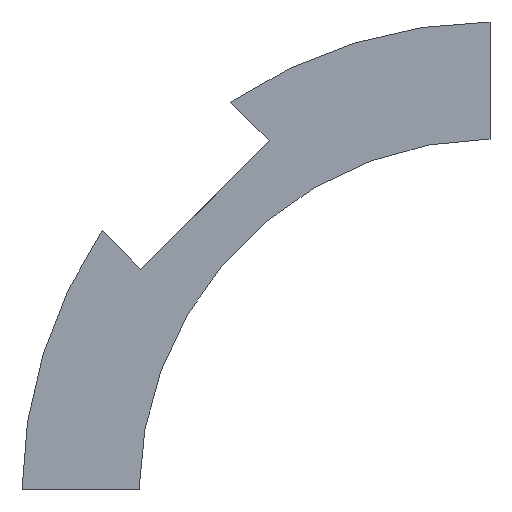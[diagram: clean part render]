
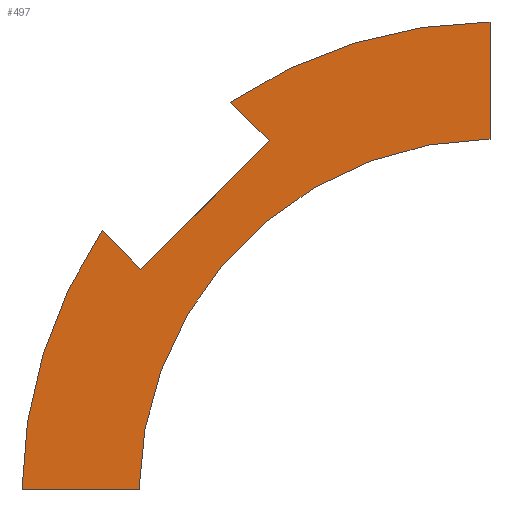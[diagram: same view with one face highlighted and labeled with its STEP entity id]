
A CAD part, front view. The second image highlights one B-rep face of the part: STEP entity #497.
In plain terms, the highlighted planar face has unit normal (0, -1, 0).
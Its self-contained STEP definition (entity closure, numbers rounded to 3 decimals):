
#33 = CARTESIAN_POINT ( 'NONE',  ( 0., -2.5, 0. ) ) ;
#41 = CARTESIAN_POINT ( 'NONE',  ( 3.536, -2.5, 3.536 ) ) ;
#60 = CARTESIAN_POINT ( 'NONE',  ( -21.92, -2.5, 14.849 ) ) ;
#64 = CARTESIAN_POINT ( 'NONE',  ( -25.999, -2.5, 0.2 ) ) ;
#98 = EDGE_CURVE ( 'NONE', #1248, #645, #349, .T. ) ;
#101 = DIRECTION ( 'NONE',  ( 0., 1., 0. ) ) ;
#108 = CARTESIAN_POINT ( 'NONE',  ( -0.2, -2.5, 25.999 ) ) ;
#120 = EDGE_CURVE ( 'NONE', #1023, #1198, #947, .T. ) ;
#148 = DIRECTION ( 'NONE',  ( -0.707, 0., 0.707 ) ) ;
#211 = LINE ( 'NONE', #1154, #1439 ) ;
#231 = AXIS2_PLACEMENT_3D ( 'NONE', #1391, #1405, #1179 ) ;
#285 = VERTEX_POINT ( 'NONE', #777 ) ;
#286 = CARTESIAN_POINT ( 'NONE',  ( -0.2, -2.5, 19.549 ) ) ;
#349 = CIRCLE ( 'NONE', #1317, 26. ) ;
#386 = DIRECTION ( 'NONE',  ( 0., 0., 1. ) ) ;
#393 = DIRECTION ( 'NONE',  ( -1., 0., 0. ) ) ;
#442 = ORIENTED_EDGE ( 'NONE', *, *, #696, .F. ) ;
#454 = EDGE_CURVE ( 'NONE', #285, #661, #1077, .T. ) ;
#471 = CIRCLE ( 'NONE', #231, 19.55 ) ;
#478 = EDGE_CURVE ( 'NONE', #1248, #1031, #1180, .T. ) ;
#484 = DIRECTION ( 'NONE',  ( 0., 1., 0. ) ) ;
#497 = ADVANCED_FACE ( 'NONE', ( #953 ), #1283, .F. ) ;
#522 = DIRECTION ( 'NONE',  ( 0., 1., 0. ) ) ;
#584 = CARTESIAN_POINT ( 'NONE',  ( -12.374, -2.5, 19.445 ) ) ;
#620 = CARTESIAN_POINT ( 'NONE',  ( -14.506, -2.5, 21.577 ) ) ;
#645 = VERTEX_POINT ( 'NONE', #108 ) ;
#661 = VERTEX_POINT ( 'NONE', #943 ) ;
#674 = VERTEX_POINT ( 'NONE', #1412 ) ;
#696 = EDGE_CURVE ( 'NONE', #674, #1023, #471, .T. ) ;
#736 = CIRCLE ( 'NONE', #1298, 26. ) ;
#741 = ORIENTED_EDGE ( 'NONE', *, *, #1361, .F. ) ;
#758 = AXIS2_PLACEMENT_3D ( 'NONE', #33, #484, #386 ) ;
#777 = CARTESIAN_POINT ( 'NONE',  ( -19.445, -2.5, 12.374 ) ) ;
#788 = ORIENTED_EDGE ( 'NONE', *, *, #1133, .F. ) ;
#869 = ORIENTED_EDGE ( 'NONE', *, *, #454, .T. ) ;
#895 = CARTESIAN_POINT ( 'NONE',  ( 0., -2.5, 0. ) ) ;
#912 = EDGE_LOOP ( 'NONE', ( #1000, #1144, #1161, #869, #741, #1366, #442, #788 ) ) ;
#929 = DIRECTION ( 'NONE',  ( -0.707, 0., -0.707 ) ) ;
#943 = CARTESIAN_POINT ( 'NONE',  ( -21.577, -2.5, 14.506 ) ) ;
#946 = VECTOR ( 'NONE', #1196, 1000. ) ;
#947 = LINE ( 'NONE', #1078, #1245 ) ;
#953 = FACE_OUTER_BOUND ( 'NONE', #912, .T. ) ;
#955 = DIRECTION ( 'NONE',  ( 0., 0., 1. ) ) ;
#960 = CARTESIAN_POINT ( 'NONE',  ( 0., -2.5, 0. ) ) ;
#961 = DIRECTION ( 'NONE',  ( 0., 0., -1. ) ) ;
#1000 = ORIENTED_EDGE ( 'NONE', *, *, #98, .F. ) ;
#1023 = VERTEX_POINT ( 'NONE', #1028 ) ;
#1028 = CARTESIAN_POINT ( 'NONE',  ( -19.549, -2.5, 0.2 ) ) ;
#1031 = VERTEX_POINT ( 'NONE', #584 ) ;
#1077 = LINE ( 'NONE', #60, #1087 ) ;
#1078 = CARTESIAN_POINT ( 'NONE',  ( -19.549, -2.5, 0.2 ) ) ;
#1087 = VECTOR ( 'NONE', #148, 1000. ) ;
#1133 = EDGE_CURVE ( 'NONE', #645, #674, #1307, .T. ) ;
#1144 = ORIENTED_EDGE ( 'NONE', *, *, #478, .T. ) ;
#1147 = DIRECTION ( 'NONE',  ( 0., 0., 1. ) ) ;
#1154 = CARTESIAN_POINT ( 'NONE',  ( -19.445, -2.5, 12.374 ) ) ;
#1161 = ORIENTED_EDGE ( 'NONE', *, *, #1389, .T. ) ;
#1179 = DIRECTION ( 'NONE',  ( 0., 0., 1. ) ) ;
#1180 = LINE ( 'NONE', #41, #946 ) ;
#1196 = DIRECTION ( 'NONE',  ( 0.707, 0., -0.707 ) ) ;
#1198 = VERTEX_POINT ( 'NONE', #64 ) ;
#1245 = VECTOR ( 'NONE', #393, 1000. ) ;
#1248 = VERTEX_POINT ( 'NONE', #620 ) ;
#1283 = PLANE ( 'NONE',  #758 ) ;
#1298 = AXIS2_PLACEMENT_3D ( 'NONE', #895, #101, #1147 ) ;
#1307 = LINE ( 'NONE', #286, #1415 ) ;
#1317 = AXIS2_PLACEMENT_3D ( 'NONE', #960, #522, #955 ) ;
#1361 = EDGE_CURVE ( 'NONE', #1198, #661, #736, .T. ) ;
#1366 = ORIENTED_EDGE ( 'NONE', *, *, #120, .F. ) ;
#1389 = EDGE_CURVE ( 'NONE', #1031, #285, #211, .T. ) ;
#1391 = CARTESIAN_POINT ( 'NONE',  ( 0., -2.5, 0. ) ) ;
#1405 = DIRECTION ( 'NONE',  ( 0., -1., 0. ) ) ;
#1412 = CARTESIAN_POINT ( 'NONE',  ( -0.2, -2.5, 19.549 ) ) ;
#1415 = VECTOR ( 'NONE', #961, 1000. ) ;
#1439 = VECTOR ( 'NONE', #929, 1000. ) ;
